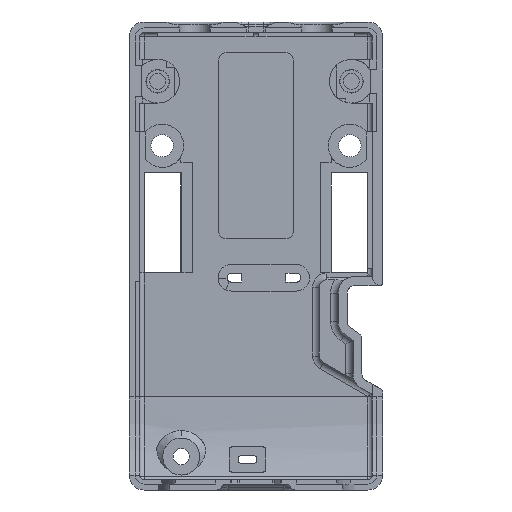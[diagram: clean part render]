
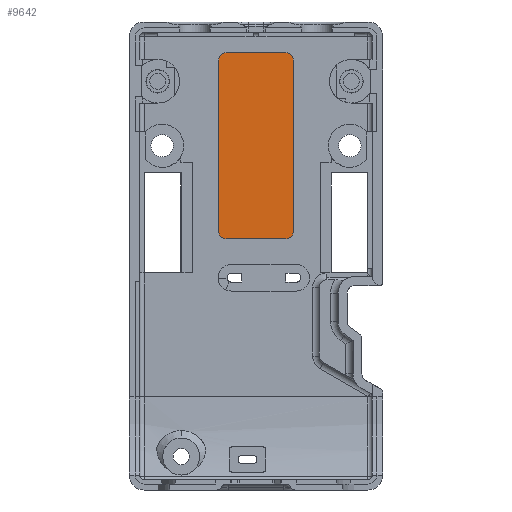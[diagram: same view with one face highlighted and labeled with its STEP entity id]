
A CAD part, front view. The second image highlights one B-rep face of the part: STEP entity #9642.
In plain terms, the highlighted planar face has unit normal (0, -1, 0).
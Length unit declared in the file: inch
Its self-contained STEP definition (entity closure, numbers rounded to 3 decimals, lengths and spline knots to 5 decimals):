
#25 = EDGE_CURVE ( 'NONE', #3752, #10658, #4185, .T. ) ;
#167 = VERTEX_POINT ( 'NONE', #13800 ) ;
#442 = DIRECTION ( 'NONE',  ( 0., 1., 0. ) ) ;
#785 = CARTESIAN_POINT ( 'NONE',  ( -0.25, 0.29764, 2.76004 ) ) ;
#1123 = CARTESIAN_POINT ( 'NONE',  ( 0.25, 0.29764, 1.61004 ) ) ;
#2237 = LINE ( 'NONE', #19644, #15074 ) ;
#2260 = ORIENTED_EDGE ( 'NONE', *, *, #8721, .F. ) ;
#2508 = CARTESIAN_POINT ( 'NONE',  ( -0.2, 0.29764, 2.76004 ) ) ;
#2647 = LINE ( 'NONE', #16276, #13774 ) ;
#2804 = CIRCLE ( 'NONE', #2877, 0.05 ) ;
#2877 = AXIS2_PLACEMENT_3D ( 'NONE', #2508, #17882, #7223 ) ;
#3077 = ORIENTED_EDGE ( 'NONE', *, *, #25, .F. ) ;
#3394 = VECTOR ( 'NONE', #8757, 39.37008 ) ;
#3752 = VERTEX_POINT ( 'NONE', #7974 ) ;
#3786 = ORIENTED_EDGE ( 'NONE', *, *, #9216, .F. ) ;
#4185 = LINE ( 'NONE', #785, #12145 ) ;
#4219 = ORIENTED_EDGE ( 'NONE', *, *, #9444, .F. ) ;
#4722 = CARTESIAN_POINT ( 'NONE',  ( 0.2, 0.29764, 2.81004 ) ) ;
#4728 = FACE_OUTER_BOUND ( 'NONE', #12537, .T. ) ;
#4821 = CIRCLE ( 'NONE', #11766, 0.05 ) ;
#5374 = DIRECTION ( 'NONE',  ( 0., 0., -1. ) ) ;
#5525 = EDGE_CURVE ( 'NONE', #13772, #167, #4821, .T. ) ;
#5666 = ORIENTED_EDGE ( 'NONE', *, *, #10721, .F. ) ;
#5729 = CARTESIAN_POINT ( 'NONE',  ( 0.25, 0.29764, 2.76004 ) ) ;
#6907 = DIRECTION ( 'NONE',  ( 1., 0., 0. ) ) ;
#6911 = CARTESIAN_POINT ( 'NONE',  ( -0.2, 0.29764, 2.81004 ) ) ;
#6945 = CARTESIAN_POINT ( 'NONE',  ( 0.2, 0.29764, 2.76004 ) ) ;
#7223 = DIRECTION ( 'NONE',  ( 0., 0., -1. ) ) ;
#7306 = ORIENTED_EDGE ( 'NONE', *, *, #19049, .F. ) ;
#7495 = DIRECTION ( 'NONE',  ( 0., 0., -1. ) ) ;
#7825 = AXIS2_PLACEMENT_3D ( 'NONE', #18757, #7900, #9468 ) ;
#7900 = DIRECTION ( 'NONE',  ( 0., -1., 0. ) ) ;
#7916 = CARTESIAN_POINT ( 'NONE',  ( -0.25, 0.29764, 2.76004 ) ) ;
#7974 = CARTESIAN_POINT ( 'NONE',  ( -0.25, 0.29764, 1.61004 ) ) ;
#8043 = EDGE_CURVE ( 'NONE', #17874, #13772, #2237, .T. ) ;
#8421 = DIRECTION ( 'NONE',  ( 0., 1., 0. ) ) ;
#8454 = LINE ( 'NONE', #19551, #3394 ) ;
#8485 = DIRECTION ( 'NONE',  ( 0., 1., 0. ) ) ;
#8721 = EDGE_CURVE ( 'NONE', #167, #10342, #8454, .T. ) ;
#8757 = DIRECTION ( 'NONE',  ( -1., 0., 0. ) ) ;
#9216 = EDGE_CURVE ( 'NONE', #10342, #3752, #16647, .T. ) ;
#9444 = EDGE_CURVE ( 'NONE', #10658, #14410, #2804, .T. ) ;
#9468 = DIRECTION ( 'NONE',  ( 0., 0., -1. ) ) ;
#9642 = ADVANCED_FACE ( 'NONE', ( #4728 ), #15656, .T. ) ;
#9718 = CARTESIAN_POINT ( 'NONE',  ( 0.2, 0.29764, 1.61004 ) ) ;
#9831 = CARTESIAN_POINT ( 'NONE',  ( -0.2, 0.29764, 1.56004 ) ) ;
#10053 = DIRECTION ( 'NONE',  ( 0., 0., 1. ) ) ;
#10342 = VERTEX_POINT ( 'NONE', #9831 ) ;
#10658 = VERTEX_POINT ( 'NONE', #7916 ) ;
#10721 = EDGE_CURVE ( 'NONE', #15913, #17874, #18214, .T. ) ;
#11459 = DIRECTION ( 'NONE',  ( 0., 0., -1. ) ) ;
#11766 = AXIS2_PLACEMENT_3D ( 'NONE', #9718, #442, #11459 ) ;
#11850 = ORIENTED_EDGE ( 'NONE', *, *, #5525, .F. ) ;
#12145 = VECTOR ( 'NONE', #16319, 39.37008 ) ;
#12537 = EDGE_LOOP ( 'NONE', ( #3786, #2260, #11850, #18001, #5666, #7306, #4219, #3077 ) ) ;
#13772 = VERTEX_POINT ( 'NONE', #1123 ) ;
#13774 = VECTOR ( 'NONE', #6907, 39.37008 ) ;
#13800 = CARTESIAN_POINT ( 'NONE',  ( 0.2, 0.29764, 1.56004 ) ) ;
#14410 = VERTEX_POINT ( 'NONE', #6911 ) ;
#14618 = AXIS2_PLACEMENT_3D ( 'NONE', #6945, #8485, #10053 ) ;
#15074 = VECTOR ( 'NONE', #7495, 39.37008 ) ;
#15633 = AXIS2_PLACEMENT_3D ( 'NONE', #16440, #8421, #5374 ) ;
#15656 = PLANE ( 'NONE',  #7825 ) ;
#15913 = VERTEX_POINT ( 'NONE', #4722 ) ;
#16276 = CARTESIAN_POINT ( 'NONE',  ( -0.2, 0.29764, 2.81004 ) ) ;
#16319 = DIRECTION ( 'NONE',  ( 0., 0., 1. ) ) ;
#16440 = CARTESIAN_POINT ( 'NONE',  ( -0.2, 0.29764, 1.61004 ) ) ;
#16647 = CIRCLE ( 'NONE', #15633, 0.05 ) ;
#17874 = VERTEX_POINT ( 'NONE', #5729 ) ;
#17882 = DIRECTION ( 'NONE',  ( 0., 1., 0. ) ) ;
#18001 = ORIENTED_EDGE ( 'NONE', *, *, #8043, .F. ) ;
#18214 = CIRCLE ( 'NONE', #14618, 0.05 ) ;
#18757 = CARTESIAN_POINT ( 'NONE',  ( -0.2, 0.29764, 1.61004 ) ) ;
#19049 = EDGE_CURVE ( 'NONE', #14410, #15913, #2647, .T. ) ;
#19551 = CARTESIAN_POINT ( 'NONE',  ( -0.2, 0.29764, 1.56004 ) ) ;
#19644 = CARTESIAN_POINT ( 'NONE',  ( 0.25, 0.29764, 2.76004 ) ) ;
